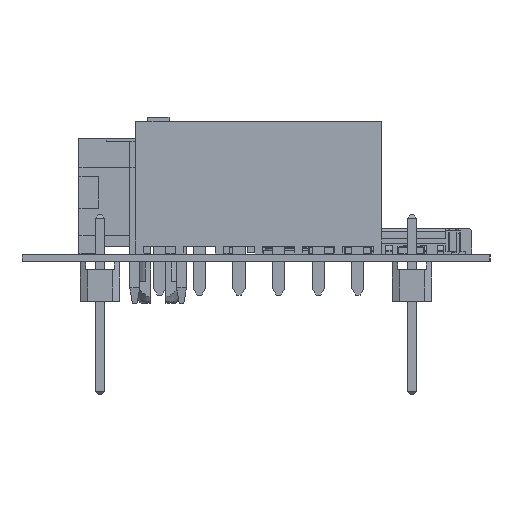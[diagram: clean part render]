
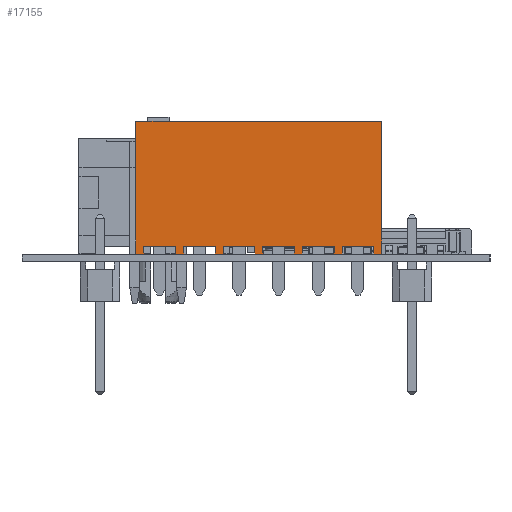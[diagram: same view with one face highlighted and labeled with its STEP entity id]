
A CAD part, left-side view. The second image highlights one B-rep face of the part: STEP entity #17155.
In plain terms, the highlighted face is planar.
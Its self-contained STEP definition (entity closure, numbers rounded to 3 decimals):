
#17155 = ADVANCED_FACE('',(#17156),#17382,.F.);
#17156 = FACE_BOUND('',#17157,.T.);
#17157 = EDGE_LOOP('',(#17158,#17168,#17176,#17184,#17192,#17200,#17208,
    #17216,#17224,#17232,#17240,#17248,#17256,#17264,#17272,#17280,
    #17288,#17296,#17304,#17312,#17320,#17328,#17336,#17344,#17352,
    #17360,#17368,#17376));
#17158 = ORIENTED_EDGE('',*,*,#17159,.F.);
#17159 = EDGE_CURVE('',#17160,#17162,#17164,.T.);
#17160 = VERTEX_POINT('',#17161);
#17161 = CARTESIAN_POINT('',(7.366,0.508,-1.207));
#17162 = VERTEX_POINT('',#17163);
#17163 = CARTESIAN_POINT('',(7.366,0.,-1.207));
#17164 = LINE('',#17165,#17166);
#17165 = CARTESIAN_POINT('',(7.366,8.509,-1.207));
#17166 = VECTOR('',#17167,1.);
#17167 = DIRECTION('',(0.,-1.,0.));
#17168 = ORIENTED_EDGE('',*,*,#17169,.F.);
#17169 = EDGE_CURVE('',#17170,#17160,#17172,.T.);
#17170 = VERTEX_POINT('',#17171);
#17171 = CARTESIAN_POINT('',(5.334,0.508,-1.207));
#17172 = LINE('',#17173,#17174);
#17173 = CARTESIAN_POINT('',(7.874,0.508,-1.207));
#17174 = VECTOR('',#17175,1.);
#17175 = DIRECTION('',(1.,0.,0.));
#17176 = ORIENTED_EDGE('',*,*,#17177,.F.);
#17177 = EDGE_CURVE('',#17178,#17170,#17180,.T.);
#17178 = VERTEX_POINT('',#17179);
#17179 = CARTESIAN_POINT('',(5.334,0.,-1.207));
#17180 = LINE('',#17181,#17182);
#17181 = CARTESIAN_POINT('',(5.334,8.509,-1.207));
#17182 = VECTOR('',#17183,1.);
#17183 = DIRECTION('',(0.,1.,0.));
#17184 = ORIENTED_EDGE('',*,*,#17185,.T.);
#17185 = EDGE_CURVE('',#17178,#17186,#17188,.T.);
#17186 = VERTEX_POINT('',#17187);
#17187 = CARTESIAN_POINT('',(4.826,0.,-1.207));
#17188 = LINE('',#17189,#17190);
#17189 = CARTESIAN_POINT('',(7.874,0.,-1.207));
#17190 = VECTOR('',#17191,1.);
#17191 = DIRECTION('',(-1.,0.,0.));
#17192 = ORIENTED_EDGE('',*,*,#17193,.F.);
#17193 = EDGE_CURVE('',#17194,#17186,#17196,.T.);
#17194 = VERTEX_POINT('',#17195);
#17195 = CARTESIAN_POINT('',(4.826,0.508,-1.207));
#17196 = LINE('',#17197,#17198);
#17197 = CARTESIAN_POINT('',(4.826,8.509,-1.207));
#17198 = VECTOR('',#17199,1.);
#17199 = DIRECTION('',(0.,-1.,0.));
#17200 = ORIENTED_EDGE('',*,*,#17201,.F.);
#17201 = EDGE_CURVE('',#17202,#17194,#17204,.T.);
#17202 = VERTEX_POINT('',#17203);
#17203 = CARTESIAN_POINT('',(2.794,0.508,-1.207));
#17204 = LINE('',#17205,#17206);
#17205 = CARTESIAN_POINT('',(7.874,0.508,-1.207));
#17206 = VECTOR('',#17207,1.);
#17207 = DIRECTION('',(1.,0.,0.));
#17208 = ORIENTED_EDGE('',*,*,#17209,.F.);
#17209 = EDGE_CURVE('',#17210,#17202,#17212,.T.);
#17210 = VERTEX_POINT('',#17211);
#17211 = CARTESIAN_POINT('',(2.794,0.,-1.207));
#17212 = LINE('',#17213,#17214);
#17213 = CARTESIAN_POINT('',(2.794,8.509,-1.207));
#17214 = VECTOR('',#17215,1.);
#17215 = DIRECTION('',(0.,1.,0.));
#17216 = ORIENTED_EDGE('',*,*,#17217,.T.);
#17217 = EDGE_CURVE('',#17210,#17218,#17220,.T.);
#17218 = VERTEX_POINT('',#17219);
#17219 = CARTESIAN_POINT('',(2.286,0.,-1.207));
#17220 = LINE('',#17221,#17222);
#17221 = CARTESIAN_POINT('',(7.874,0.,-1.207));
#17222 = VECTOR('',#17223,1.);
#17223 = DIRECTION('',(-1.,0.,0.));
#17224 = ORIENTED_EDGE('',*,*,#17225,.F.);
#17225 = EDGE_CURVE('',#17226,#17218,#17228,.T.);
#17226 = VERTEX_POINT('',#17227);
#17227 = CARTESIAN_POINT('',(2.286,0.508,-1.207));
#17228 = LINE('',#17229,#17230);
#17229 = CARTESIAN_POINT('',(2.286,8.509,-1.207));
#17230 = VECTOR('',#17231,1.);
#17231 = DIRECTION('',(0.,-1.,0.));
#17232 = ORIENTED_EDGE('',*,*,#17233,.F.);
#17233 = EDGE_CURVE('',#17234,#17226,#17236,.T.);
#17234 = VERTEX_POINT('',#17235);
#17235 = CARTESIAN_POINT('',(0.254,0.508,-1.207));
#17236 = LINE('',#17237,#17238);
#17237 = CARTESIAN_POINT('',(7.874,0.508,-1.207));
#17238 = VECTOR('',#17239,1.);
#17239 = DIRECTION('',(1.,0.,0.));
#17240 = ORIENTED_EDGE('',*,*,#17241,.F.);
#17241 = EDGE_CURVE('',#17242,#17234,#17244,.T.);
#17242 = VERTEX_POINT('',#17243);
#17243 = CARTESIAN_POINT('',(0.254,0.,-1.207));
#17244 = LINE('',#17245,#17246);
#17245 = CARTESIAN_POINT('',(0.254,8.509,-1.207));
#17246 = VECTOR('',#17247,1.);
#17247 = DIRECTION('',(0.,1.,0.));
#17248 = ORIENTED_EDGE('',*,*,#17249,.T.);
#17249 = EDGE_CURVE('',#17242,#17250,#17252,.T.);
#17250 = VERTEX_POINT('',#17251);
#17251 = CARTESIAN_POINT('',(-0.254,0.,-1.207));
#17252 = LINE('',#17253,#17254);
#17253 = CARTESIAN_POINT('',(7.874,0.,-1.207));
#17254 = VECTOR('',#17255,1.);
#17255 = DIRECTION('',(-1.,0.,0.));
#17256 = ORIENTED_EDGE('',*,*,#17257,.F.);
#17257 = EDGE_CURVE('',#17258,#17250,#17260,.T.);
#17258 = VERTEX_POINT('',#17259);
#17259 = CARTESIAN_POINT('',(-0.254,0.508,-1.207));
#17260 = LINE('',#17261,#17262);
#17261 = CARTESIAN_POINT('',(-0.254,8.509,-1.207));
#17262 = VECTOR('',#17263,1.);
#17263 = DIRECTION('',(0.,-1.,0.));
#17264 = ORIENTED_EDGE('',*,*,#17265,.F.);
#17265 = EDGE_CURVE('',#17266,#17258,#17268,.T.);
#17266 = VERTEX_POINT('',#17267);
#17267 = CARTESIAN_POINT('',(-2.286,0.508,-1.207));
#17268 = LINE('',#17269,#17270);
#17269 = CARTESIAN_POINT('',(7.874,0.508,-1.207));
#17270 = VECTOR('',#17271,1.);
#17271 = DIRECTION('',(1.,0.,0.));
#17272 = ORIENTED_EDGE('',*,*,#17273,.F.);
#17273 = EDGE_CURVE('',#17274,#17266,#17276,.T.);
#17274 = VERTEX_POINT('',#17275);
#17275 = CARTESIAN_POINT('',(-2.286,0.,-1.207));
#17276 = LINE('',#17277,#17278);
#17277 = CARTESIAN_POINT('',(-2.286,8.509,-1.207));
#17278 = VECTOR('',#17279,1.);
#17279 = DIRECTION('',(0.,1.,0.));
#17280 = ORIENTED_EDGE('',*,*,#17281,.T.);
#17281 = EDGE_CURVE('',#17274,#17282,#17284,.T.);
#17282 = VERTEX_POINT('',#17283);
#17283 = CARTESIAN_POINT('',(-2.794,0.,-1.207));
#17284 = LINE('',#17285,#17286);
#17285 = CARTESIAN_POINT('',(7.874,0.,-1.207));
#17286 = VECTOR('',#17287,1.);
#17287 = DIRECTION('',(-1.,0.,0.));
#17288 = ORIENTED_EDGE('',*,*,#17289,.F.);
#17289 = EDGE_CURVE('',#17290,#17282,#17292,.T.);
#17290 = VERTEX_POINT('',#17291);
#17291 = CARTESIAN_POINT('',(-2.794,0.508,-1.207));
#17292 = LINE('',#17293,#17294);
#17293 = CARTESIAN_POINT('',(-2.794,8.509,-1.207));
#17294 = VECTOR('',#17295,1.);
#17295 = DIRECTION('',(0.,-1.,0.));
#17296 = ORIENTED_EDGE('',*,*,#17297,.F.);
#17297 = EDGE_CURVE('',#17298,#17290,#17300,.T.);
#17298 = VERTEX_POINT('',#17299);
#17299 = CARTESIAN_POINT('',(-4.826,0.508,-1.207));
#17300 = LINE('',#17301,#17302);
#17301 = CARTESIAN_POINT('',(7.874,0.508,-1.207));
#17302 = VECTOR('',#17303,1.);
#17303 = DIRECTION('',(1.,0.,0.));
#17304 = ORIENTED_EDGE('',*,*,#17305,.F.);
#17305 = EDGE_CURVE('',#17306,#17298,#17308,.T.);
#17306 = VERTEX_POINT('',#17307);
#17307 = CARTESIAN_POINT('',(-4.826,0.,-1.207));
#17308 = LINE('',#17309,#17310);
#17309 = CARTESIAN_POINT('',(-4.826,8.509,-1.207));
#17310 = VECTOR('',#17311,1.);
#17311 = DIRECTION('',(0.,1.,0.));
#17312 = ORIENTED_EDGE('',*,*,#17313,.T.);
#17313 = EDGE_CURVE('',#17306,#17314,#17316,.T.);
#17314 = VERTEX_POINT('',#17315);
#17315 = CARTESIAN_POINT('',(-5.334,0.,-1.207));
#17316 = LINE('',#17317,#17318);
#17317 = CARTESIAN_POINT('',(7.874,0.,-1.207));
#17318 = VECTOR('',#17319,1.);
#17319 = DIRECTION('',(-1.,0.,0.));
#17320 = ORIENTED_EDGE('',*,*,#17321,.F.);
#17321 = EDGE_CURVE('',#17322,#17314,#17324,.T.);
#17322 = VERTEX_POINT('',#17323);
#17323 = CARTESIAN_POINT('',(-5.334,0.508,-1.207));
#17324 = LINE('',#17325,#17326);
#17325 = CARTESIAN_POINT('',(-5.334,8.509,-1.207));
#17326 = VECTOR('',#17327,1.);
#17327 = DIRECTION('',(0.,-1.,0.));
#17328 = ORIENTED_EDGE('',*,*,#17329,.F.);
#17329 = EDGE_CURVE('',#17330,#17322,#17332,.T.);
#17330 = VERTEX_POINT('',#17331);
#17331 = CARTESIAN_POINT('',(-7.366,0.508,-1.207));
#17332 = LINE('',#17333,#17334);
#17333 = CARTESIAN_POINT('',(7.874,0.508,-1.207));
#17334 = VECTOR('',#17335,1.);
#17335 = DIRECTION('',(1.,0.,0.));
#17336 = ORIENTED_EDGE('',*,*,#17337,.F.);
#17337 = EDGE_CURVE('',#17338,#17330,#17340,.T.);
#17338 = VERTEX_POINT('',#17339);
#17339 = CARTESIAN_POINT('',(-7.366,0.,-1.207));
#17340 = LINE('',#17341,#17342);
#17341 = CARTESIAN_POINT('',(-7.366,8.509,-1.207));
#17342 = VECTOR('',#17343,1.);
#17343 = DIRECTION('',(0.,1.,0.));
#17344 = ORIENTED_EDGE('',*,*,#17345,.T.);
#17345 = EDGE_CURVE('',#17338,#17346,#17348,.T.);
#17346 = VERTEX_POINT('',#17347);
#17347 = CARTESIAN_POINT('',(-7.874,0.,-1.207));
#17348 = LINE('',#17349,#17350);
#17349 = CARTESIAN_POINT('',(7.874,0.,-1.207));
#17350 = VECTOR('',#17351,1.);
#17351 = DIRECTION('',(-1.,0.,0.));
#17352 = ORIENTED_EDGE('',*,*,#17353,.F.);
#17353 = EDGE_CURVE('',#17354,#17346,#17356,.T.);
#17354 = VERTEX_POINT('',#17355);
#17355 = CARTESIAN_POINT('',(-7.874,8.509,-1.207));
#17356 = LINE('',#17357,#17358);
#17357 = CARTESIAN_POINT('',(-7.874,8.509,-1.207));
#17358 = VECTOR('',#17359,1.);
#17359 = DIRECTION('',(0.,-1.,0.));
#17360 = ORIENTED_EDGE('',*,*,#17361,.F.);
#17361 = EDGE_CURVE('',#17362,#17354,#17364,.T.);
#17362 = VERTEX_POINT('',#17363);
#17363 = CARTESIAN_POINT('',(7.874,8.509,-1.207));
#17364 = LINE('',#17365,#17366);
#17365 = CARTESIAN_POINT('',(7.874,8.509,-1.207));
#17366 = VECTOR('',#17367,1.);
#17367 = DIRECTION('',(-1.,0.,0.));
#17368 = ORIENTED_EDGE('',*,*,#17369,.T.);
#17369 = EDGE_CURVE('',#17362,#17370,#17372,.T.);
#17370 = VERTEX_POINT('',#17371);
#17371 = CARTESIAN_POINT('',(7.874,0.,-1.207));
#17372 = LINE('',#17373,#17374);
#17373 = CARTESIAN_POINT('',(7.874,8.509,-1.207));
#17374 = VECTOR('',#17375,1.);
#17375 = DIRECTION('',(0.,-1.,0.));
#17376 = ORIENTED_EDGE('',*,*,#17377,.T.);
#17377 = EDGE_CURVE('',#17370,#17162,#17378,.T.);
#17378 = LINE('',#17379,#17380);
#17379 = CARTESIAN_POINT('',(7.874,0.,-1.207));
#17380 = VECTOR('',#17381,1.);
#17381 = DIRECTION('',(-1.,0.,0.));
#17382 = PLANE('',#17383);
#17383 = AXIS2_PLACEMENT_3D('',#17384,#17385,#17386);
#17384 = CARTESIAN_POINT('',(7.874,8.509,-1.207));
#17385 = DIRECTION('',(0.,0.,1.));
#17386 = DIRECTION('',(1.,0.,0.));
